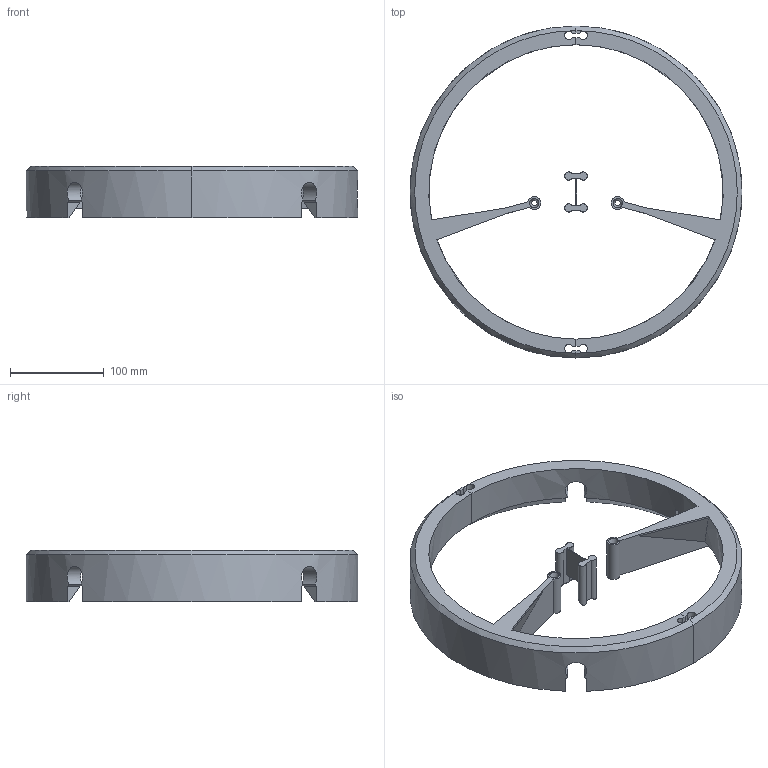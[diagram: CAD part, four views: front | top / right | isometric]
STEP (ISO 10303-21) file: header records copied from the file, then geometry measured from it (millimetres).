
FILE_DESCRIPTION(/* description */ (''),/* implementation_level */ '2;1');
FILE_NAME(/* name */ 'LED Bar Housing A5.step',/* time_stamp */ '2025-12-09T11:26:18-07:00',/* author */ (''),/* organization */ (''),/* preprocessor_version */ 'ST-DEVELOPER v20.1',/* originating_system */ 'Autodesk Translation Framework v14.21.0.0',/* authorisation */ '');
FILE_SCHEMA (('AUTOMOTIVE_DESIGN { 1 0 10303 214 3 1 1 }'));
Length unit declared in the file: millimetre
Products named in the file (2): LED Bars Base (A); LED Bars Housing
Assembly tree (1 placements, depth 2):
  LED Bars Base (A)
    LED Bars Housing
Bounding box: 354 x 354 x 55 mm (x, y, z)
Volume: 1017516.2 mm3; surface area: 188327.5 mm2
Topology: 3 solids, 3 shells, 126 faces, 344 edges, 226 vertices
Faces by surface type: plane 84, cylinder 25, cone 12, bspline 5
Full cylindrical faces by diameter (mm): 6 x2, 10 x1
Entity records: 4648 total; most frequent: CARTESIAN_POINT 1507, ORIENTED_EDGE 688, DIRECTION 606, EDGE_CURVE 344, VERTEX_POINT 226, LINE 202, VECTOR 202, AXIS2_PLACEMENT_3D 202
